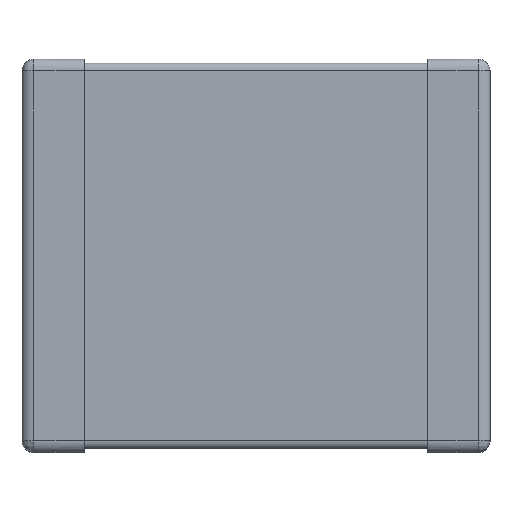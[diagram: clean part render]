
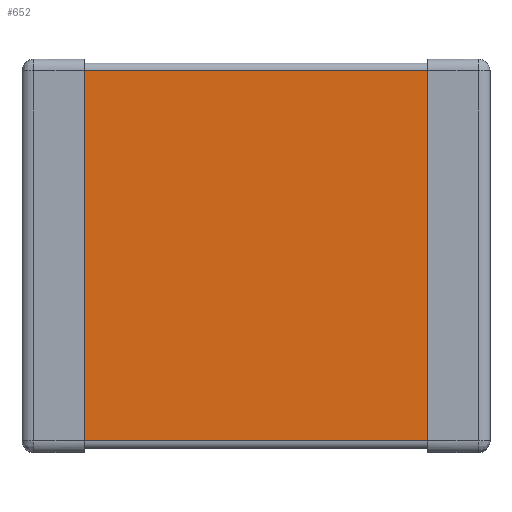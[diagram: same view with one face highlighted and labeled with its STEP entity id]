
A CAD part, top view. The second image highlights one B-rep face of the part: STEP entity #652.
In plain terms, the highlighted free-form (B-spline) face has degree [1, 1] with [2, 2] control points.
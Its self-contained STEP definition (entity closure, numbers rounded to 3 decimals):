
#521 = VERTEX_POINT('',#522);
#522 = CARTESIAN_POINT('',(2.75,3.95,2.963));
#568 = VERTEX_POINT('',#569);
#569 = CARTESIAN_POINT('',(2.75,3.95,-2.963));
#575 = EDGE_CURVE('',#568,#521,#576,.T.);
#576 = B_SPLINE_CURVE_WITH_KNOTS('',1,(#577,#578),.UNSPECIFIED.,.F.,.F.,
  (2,2),(0.,5.925),.PIECEWISE_BEZIER_KNOTS.);
#577 = CARTESIAN_POINT('',(2.75,3.95,-2.963));
#578 = CARTESIAN_POINT('',(2.75,3.95,2.963));
#589 = VERTEX_POINT('',#590);
#590 = CARTESIAN_POINT('',(-2.75,3.95,2.963));
#598 = EDGE_CURVE('',#599,#589,#601,.T.);
#599 = VERTEX_POINT('',#600);
#600 = CARTESIAN_POINT('',(-2.75,3.95,-2.963));
#601 = B_SPLINE_CURVE_WITH_KNOTS('',1,(#602,#603),.UNSPECIFIED.,.F.,.F.,
  (2,2),(0.,5.925),.PIECEWISE_BEZIER_KNOTS.);
#602 = CARTESIAN_POINT('',(-2.75,3.95,-2.963));
#603 = CARTESIAN_POINT('',(-2.75,3.95,2.963));
#652 = ADVANCED_FACE('',(#653),#667,.F.);
#653 = FACE_BOUND('',#654,.T.);
#654 = EDGE_LOOP('',(#655,#656,#661,#662));
#655 = ORIENTED_EDGE('',*,*,#575,.F.);
#656 = ORIENTED_EDGE('',*,*,#657,.T.);
#657 = EDGE_CURVE('',#568,#599,#658,.T.);
#658 = B_SPLINE_CURVE_WITH_KNOTS('',1,(#659,#660),.UNSPECIFIED.,.F.,.F.,
  (2,2),(499997.25,500002.75),.PIECEWISE_BEZIER_KNOTS.);
#659 = CARTESIAN_POINT('',(2.75,3.95,-2.963));
#660 = CARTESIAN_POINT('',(-2.75,3.95,-2.963));
#661 = ORIENTED_EDGE('',*,*,#598,.T.);
#662 = ORIENTED_EDGE('',*,*,#663,.F.);
#663 = EDGE_CURVE('',#521,#589,#664,.T.);
#664 = B_SPLINE_CURVE_WITH_KNOTS('',1,(#665,#666),.UNSPECIFIED.,.F.,.F.,
  (2,2),(499997.25,500002.75),.PIECEWISE_BEZIER_KNOTS.);
#665 = CARTESIAN_POINT('',(2.75,3.95,2.963));
#666 = CARTESIAN_POINT('',(-2.75,3.95,2.963));
#667 = B_SPLINE_SURFACE_WITH_KNOTS('',1,1,(
    (#668,#669)
    ,(#670,#671
    )),.UNSPECIFIED.,.F.,.F.,.F.,(2,2),(2,2),(-5.925,
    0.),(-500002.75,-499997.25),
  .PIECEWISE_BEZIER_KNOTS.);
#668 = CARTESIAN_POINT('',(-2.75,3.95,2.963));
#669 = CARTESIAN_POINT('',(2.75,3.95,2.963));
#670 = CARTESIAN_POINT('',(-2.75,3.95,-2.963));
#671 = CARTESIAN_POINT('',(2.75,3.95,-2.963));
